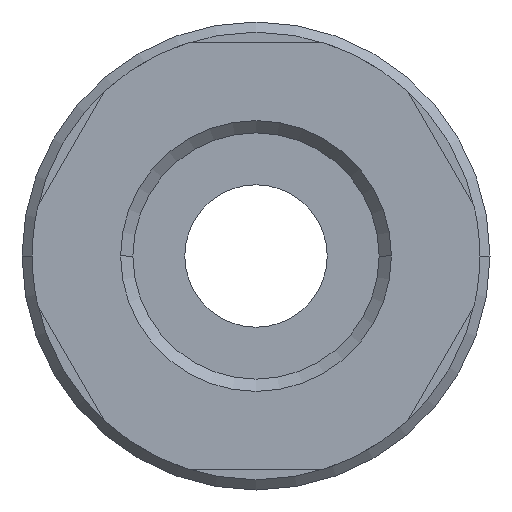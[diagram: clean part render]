
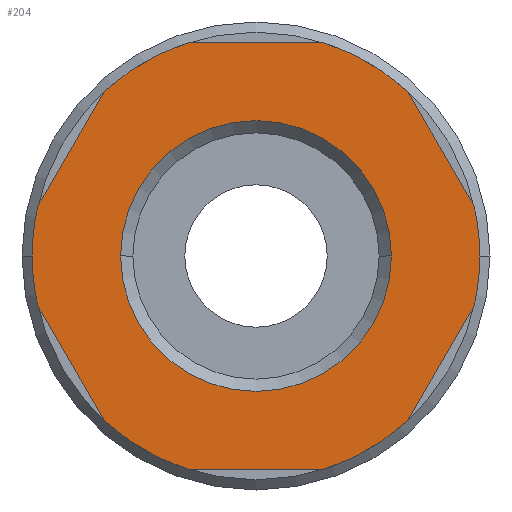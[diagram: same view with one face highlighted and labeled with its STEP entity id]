
A CAD part, front view. The second image highlights one B-rep face of the part: STEP entity #204.
In plain terms, the highlighted planar face has unit normal (0, -1, 0).
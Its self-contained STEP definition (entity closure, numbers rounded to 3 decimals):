
#204=ADVANCED_FACE('',(#436,#437),#438,.T.);
#436=FACE_BOUND('',#693,.T.);
#437=FACE_OUTER_BOUND('',#694,.T.);
#438=PLANE('',#695);
#693=EDGE_LOOP('',(#1205,#1206));
#694=EDGE_LOOP('',(#1207,#1208,#1209,#1210,#1211,#1212,#1213,#1214,#1215,#1216,#1217,#1218,#1219,#1220));
#695=AXIS2_PLACEMENT_3D('',#1221,#1222,#1223);
#1205=ORIENTED_EDGE('',*,*,#1668,.T.);
#1206=ORIENTED_EDGE('',*,*,#1669,.T.);
#1207=ORIENTED_EDGE('',*,*,#1670,.F.);
#1208=ORIENTED_EDGE('',*,*,#1527,.F.);
#1209=ORIENTED_EDGE('',*,*,#1521,.F.);
#1210=ORIENTED_EDGE('',*,*,#1671,.F.);
#1211=ORIENTED_EDGE('',*,*,#1554,.F.);
#1212=ORIENTED_EDGE('',*,*,#1559,.F.);
#1213=ORIENTED_EDGE('',*,*,#1602,.F.);
#1214=ORIENTED_EDGE('',*,*,#1672,.F.);
#1215=ORIENTED_EDGE('',*,*,#1586,.F.);
#1216=ORIENTED_EDGE('',*,*,#1673,.F.);
#1217=ORIENTED_EDGE('',*,*,#1547,.F.);
#1218=ORIENTED_EDGE('',*,*,#1674,.F.);
#1219=ORIENTED_EDGE('',*,*,#1657,.F.);
#1220=ORIENTED_EDGE('',*,*,#1475,.F.);
#1221=CARTESIAN_POINT('',(5.5,0.0,0.0));
#1222=DIRECTION('',(-0.0,-1.0,-0.0));
#1223=DIRECTION('',(-1.0,0.0,0.0));
#1475=EDGE_CURVE('',#1740,#1736,#1742,.T.);
#1521=EDGE_CURVE('',#1819,#1821,#1822,.T.);
#1527=EDGE_CURVE('',#1821,#1828,#1831,.T.);
#1547=EDGE_CURVE('',#1865,#1861,#1867,.T.);
#1554=EDGE_CURVE('',#1875,#1877,#1878,.T.);
#1559=EDGE_CURVE('',#1883,#1875,#1886,.T.);
#1586=EDGE_CURVE('',#1925,#1921,#1927,.T.);
#1602=EDGE_CURVE('',#1945,#1883,#1947,.T.);
#1657=EDGE_CURVE('',#1736,#2018,#2019,.T.);
#1668=EDGE_CURVE('',#2031,#2032,#2033,.T.);
#1669=EDGE_CURVE('',#2032,#2031,#2034,.T.);
#1670=EDGE_CURVE('',#1828,#1740,#2035,.T.);
#1671=EDGE_CURVE('',#1877,#1819,#2036,.T.);
#1672=EDGE_CURVE('',#1921,#1945,#2037,.T.);
#1673=EDGE_CURVE('',#1861,#1925,#2038,.T.);
#1674=EDGE_CURVE('',#2018,#1865,#2039,.T.);
#1736=VERTEX_POINT('',#2106);
#1740=VERTEX_POINT('',#2111);
#1742=CIRCLE('',#2114,11.0);
#1819=VERTEX_POINT('',#2305);
#1821=VERTEX_POINT('',#2308);
#1822=LINE('',#2309,#2310);
#1828=VERTEX_POINT('',#2318);
#1831=CIRCLE('',#2322,11.0);
#1861=VERTEX_POINT('',#2358);
#1865=VERTEX_POINT('',#2363);
#1867=CIRCLE('',#2366,11.0);
#1875=VERTEX_POINT('',#2374);
#1877=VERTEX_POINT('',#2377);
#1878=LINE('',#2378,#2379);
#1883=VERTEX_POINT('',#2386);
#1886=CIRCLE('',#2390,11.0);
#1921=VERTEX_POINT('',#2461);
#1925=VERTEX_POINT('',#2466);
#1927=CIRCLE('',#2469,11.0);
#1945=VERTEX_POINT('',#2513);
#1947=CIRCLE('',#2516,11.0);
#2018=VERTEX_POINT('',#2658);
#2019=CIRCLE('',#2659,11.0);
#2031=VERTEX_POINT('',#2705);
#2032=VERTEX_POINT('',#2706);
#2033=CIRCLE('',#2707,6.655);
#2034=CIRCLE('',#2708,6.655);
#2035=LINE('',#2709,#2710);
#2036=CIRCLE('',#2711,11.0);
#2037=LINE('',#2712,#2713);
#2038=LINE('',#2714,#2715);
#2039=LINE('',#2716,#2717);
#2106=CARTESIAN_POINT('',(-11.0,0.0,0.));
#2111=CARTESIAN_POINT('',(-10.733,0.0,-2.411));
#2114=AXIS2_PLACEMENT_3D('',#2804,#2805,#2806);
#2305=CARTESIAN_POINT('',(3.279,0.0,-10.5));
#2308=CARTESIAN_POINT('',(-3.279,0.0,-10.5));
#2309=CARTESIAN_POINT('',(2.75,0.0,-10.5));
#2310=VECTOR('',#2872,1.0);
#2318=CARTESIAN_POINT('',(-7.454,0.0,-8.089));
#2322=AXIS2_PLACEMENT_3D('',#2879,#2880,#2881);
#2358=CARTESIAN_POINT('',(-3.279,0.0,10.5));
#2363=CARTESIAN_POINT('',(-7.454,0.0,8.089));
#2366=AXIS2_PLACEMENT_3D('',#2911,#2912,#2913);
#2374=CARTESIAN_POINT('',(10.733,0.0,-2.411));
#2377=CARTESIAN_POINT('',(7.454,0.0,-8.089));
#2378=CARTESIAN_POINT('',(9.781,0.0,-4.059));
#2379=VECTOR('',#2924,1.0);
#2386=CARTESIAN_POINT('',(11.0,0.0,0.));
#2390=AXIS2_PLACEMENT_3D('',#2928,#2929,#2930);
#2461=CARTESIAN_POINT('',(7.454,0.0,8.089));
#2466=CARTESIAN_POINT('',(3.279,0.0,10.5));
#2469=AXIS2_PLACEMENT_3D('',#2972,#2973,#2974);
#2513=CARTESIAN_POINT('',(10.733,0.0,2.411));
#2516=AXIS2_PLACEMENT_3D('',#2989,#2990,#2991);
#2658=CARTESIAN_POINT('',(-10.733,0.0,2.411));
#2659=AXIS2_PLACEMENT_3D('',#3059,#3060,#3061);
#2705=CARTESIAN_POINT('',(-6.655,0.0,0.));
#2706=CARTESIAN_POINT('',(6.655,0.0,0.));
#2707=AXIS2_PLACEMENT_3D('',#3069,#3070,#3071);
#2708=AXIS2_PLACEMENT_3D('',#3072,#3073,#3074);
#2709=CARTESIAN_POINT('',(-8.406,0.0,-6.441));
#2710=VECTOR('',#3075,1.0);
#2711=AXIS2_PLACEMENT_3D('',#3076,#3077,#3078);
#2712=CARTESIAN_POINT('',(9.781,0.0,4.059));
#2713=VECTOR('',#3079,1.0);
#2714=CARTESIAN_POINT('',(2.75,0.0,10.5));
#2715=VECTOR('',#3080,1.0);
#2716=CARTESIAN_POINT('',(-8.406,0.0,6.441));
#2717=VECTOR('',#3081,1.0);
#2804=CARTESIAN_POINT('',(0.0,0.0,0.0));
#2805=DIRECTION('',(-0.0,1.0,0.0));
#2806=DIRECTION('',(1.0,0.0,0.0));
#2872=DIRECTION('',(-1.0,0.0,0.0));
#2879=CARTESIAN_POINT('',(0.0,0.0,0.0));
#2880=DIRECTION('',(-0.0,1.0,0.0));
#2881=DIRECTION('',(1.0,0.0,0.0));
#2911=CARTESIAN_POINT('',(0.0,0.0,0.0));
#2912=DIRECTION('',(-0.0,1.0,0.0));
#2913=DIRECTION('',(1.0,0.0,0.0));
#2924=DIRECTION('',(-0.5,0.0,-0.866));
#2928=CARTESIAN_POINT('',(0.0,0.0,0.0));
#2929=DIRECTION('',(-0.0,1.0,0.0));
#2930=DIRECTION('',(1.0,0.0,0.0));
#2972=CARTESIAN_POINT('',(0.0,0.0,0.0));
#2973=DIRECTION('',(-0.0,1.0,0.0));
#2974=DIRECTION('',(1.0,0.0,0.0));
#2989=CARTESIAN_POINT('',(0.0,0.0,0.0));
#2990=DIRECTION('',(-0.0,1.0,0.0));
#2991=DIRECTION('',(1.0,0.0,0.0));
#3059=CARTESIAN_POINT('',(0.0,0.0,0.0));
#3060=DIRECTION('',(-0.0,1.0,0.0));
#3061=DIRECTION('',(1.0,0.0,0.0));
#3069=CARTESIAN_POINT('',(0.0,0.0,0.0));
#3070=DIRECTION('',(-0.0,1.0,0.0));
#3071=DIRECTION('',(1.0,0.0,0.0));
#3072=CARTESIAN_POINT('',(0.0,0.0,0.0));
#3073=DIRECTION('',(-0.0,1.0,0.0));
#3074=DIRECTION('',(1.0,0.0,0.0));
#3075=DIRECTION('',(-0.5,0.0,0.866));
#3076=CARTESIAN_POINT('',(0.0,0.0,0.0));
#3077=DIRECTION('',(-0.0,1.0,0.0));
#3078=DIRECTION('',(1.0,0.0,0.0));
#3079=DIRECTION('',(0.5,0.0,-0.866));
#3080=DIRECTION('',(1.0,-0.0,0.));
#3081=DIRECTION('',(0.5,-0.0,0.866));
